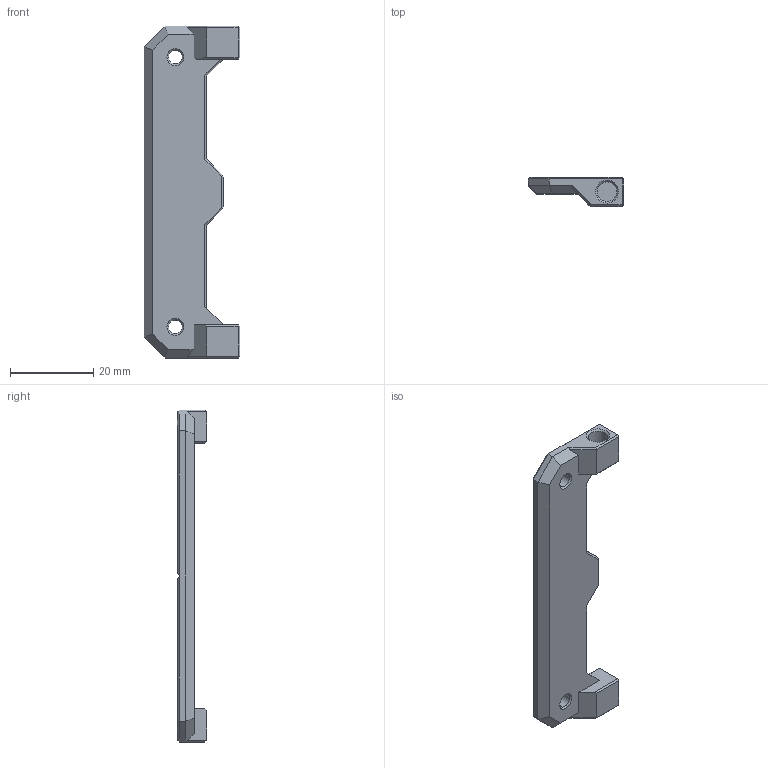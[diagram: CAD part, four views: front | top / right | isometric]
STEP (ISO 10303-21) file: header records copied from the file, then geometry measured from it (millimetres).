
FILE_DESCRIPTION(/* description */ (''),/* implementation_level */ '2;1');
FILE_NAME(/* name */ 'Micron_brace.step',/* time_stamp */ '2021-10-21T20:51:37+02:00',/* author */ (''),/* organization */ (''),/* preprocessor_version */ 'ST-DEVELOPER v18.1',/* originating_system */ 'Autodesk Translation Framework v10.10.0.1391',/* authorisation */ '');
FILE_SCHEMA (('AUTOMOTIVE_DESIGN { 1 0 10303 214 3 1 1 }'));
Length unit declared in the file: millimetre
Products named in the file (1): (Unsaved)
Bounding box: 23 x 7 x 80 mm (x, y, z)
Volume: 5452.3 mm3; surface area: 3761.4 mm2
Topology: 1 solids, 1 shells, 88 faces, 205 edges, 121 vertices
Faces by surface type: plane 78, cone 6, cylinder 4
Full cylindrical faces by diameter (mm): 3.3 x2, 4.7 x2
Entity records: 2455 total; most frequent: CARTESIAN_POINT 415, ORIENTED_EDGE 410, DIRECTION 397, EDGE_CURVE 205, LINE 191, VECTOR 191, VERTEX_POINT 121, AXIS2_PLACEMENT_3D 103
